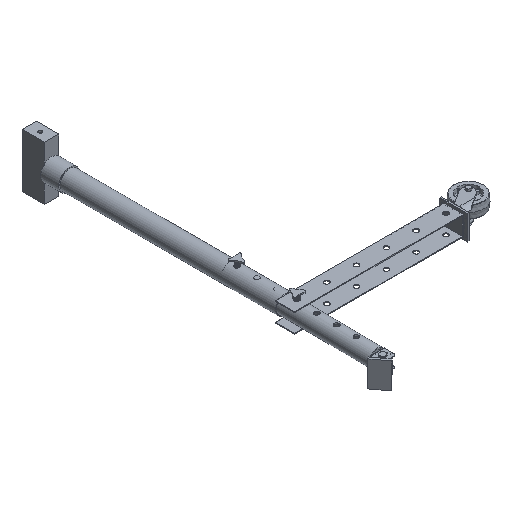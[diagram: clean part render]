
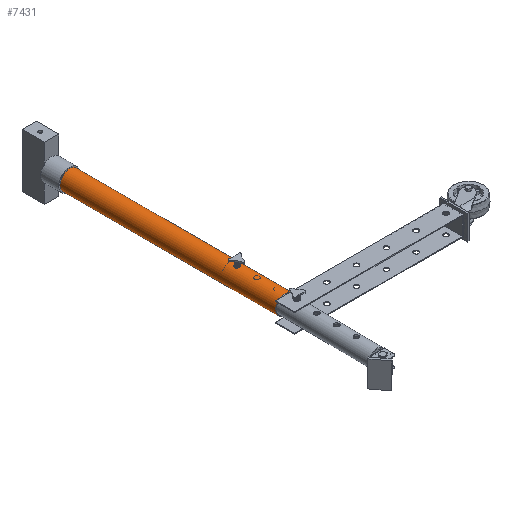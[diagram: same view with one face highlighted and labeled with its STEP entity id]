
A CAD part, isometric view. The second image highlights one B-rep face of the part: STEP entity #7431.
In plain terms, the highlighted cylindrical face has radius 40 mm (diameter 80 mm), a full revolution.
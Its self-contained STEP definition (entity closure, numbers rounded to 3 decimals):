
#370=B_SPLINE_CURVE_WITH_KNOTS('',3,(#19081,#19082,#19083,#19084,#19085,
#19086,#19087,#19088,#19089,#19090,#19091,#19092,#19093,#19094,#19095,#19096,
#19097,#19098,#19099,#19100,#19101,#19102,#19103,#19104,#19105,#19106,#19107,
#19108,#19109,#19110,#19111,#19112,#19113,#19114),.UNSPECIFIED.,.T.,.F.,
(4,2,2,2,2,2,2,2,2,2,2,2,2,2,2,2,4),(0.,0.378,0.757,
1.135,1.514,1.892,2.27,2.649,
3.027,3.406,3.784,4.163,4.541,
4.919,5.298,5.676,6.055),
 .UNSPECIFIED.);
#605=FACE_BOUND('',#1694,.T.);
#1203=FACE_OUTER_BOUND('',#1693,.T.);
#1693=EDGE_LOOP('',(#6579,#6580,#6581,#6582));
#1694=EDGE_LOOP('',(#6583));
#2140=LINE('',#19158,#2581);
#2581=VECTOR('',#9997,45.);
#2936=CIRCLE('',#8256,40.);
#2937=CIRCLE('',#8257,40.);
#3571=VERTEX_POINT('',#19080);
#3574=VERTEX_POINT('',#19155);
#3575=VERTEX_POINT('',#19157);
#4598=EDGE_CURVE('',#3571,#3571,#370,.F.);
#4602=EDGE_CURVE('',#3574,#3574,#2936,.T.);
#4603=EDGE_CURVE('',#3574,#3575,#2140,.T.);
#4604=EDGE_CURVE('',#3575,#3575,#2937,.F.);
#6579=ORIENTED_EDGE('',*,*,#4602,.T.);
#6580=ORIENTED_EDGE('',*,*,#4603,.T.);
#6581=ORIENTED_EDGE('',*,*,#4604,.T.);
#6582=ORIENTED_EDGE('',*,*,#4603,.F.);
#6583=ORIENTED_EDGE('',*,*,#4598,.T.);
#7052=CYLINDRICAL_SURFACE('',#8255,40.);
#7431=ADVANCED_FACE('',(#1203,#605),#7052,.T.);
#8255=AXIS2_PLACEMENT_3D('',#19154,#9993,#9994);
#8256=AXIS2_PLACEMENT_3D('',#19156,#9995,#9996);
#8257=AXIS2_PLACEMENT_3D('',#19159,#9998,#9999);
#9993=DIRECTION('center_axis',(0.,1.,0.));
#9994=DIRECTION('ref_axis',(0.,0.,1.));
#9995=DIRECTION('center_axis',(0.,-1.,0.));
#9996=DIRECTION('ref_axis',(0.,0.,1.));
#9997=DIRECTION('',(0.,-1.,0.));
#9998=DIRECTION('center_axis',(0.,-1.,0.));
#9999=DIRECTION('ref_axis',(0.,0.,1.));
#19080=CARTESIAN_POINT('',(40.,-860.,0.));
#19081=CARTESIAN_POINT('Ctrl Pts',(38.73,-850.,10.));
#19082=CARTESIAN_POINT('Ctrl Pts',(38.73,-851.261,10.));
#19083=CARTESIAN_POINT('Ctrl Pts',(38.798,-852.603,9.747));
#19084=CARTESIAN_POINT('Ctrl Pts',(39.04,-855.065,8.725));
#19085=CARTESIAN_POINT('Ctrl Pts',(39.211,-856.186,7.956));
#19086=CARTESIAN_POINT('Ctrl Pts',(39.529,-857.956,6.186));
#19087=CARTESIAN_POINT('Ctrl Pts',(39.697,-858.725,5.065));
#19088=CARTESIAN_POINT('Ctrl Pts',(39.934,-859.747,2.603));
#19089=CARTESIAN_POINT('Ctrl Pts',(40.,-860.,1.261));
#19090=CARTESIAN_POINT('Ctrl Pts',(40.,-860.,-1.261));
#19091=CARTESIAN_POINT('Ctrl Pts',(39.934,-859.747,-2.603));
#19092=CARTESIAN_POINT('Ctrl Pts',(39.697,-858.725,-5.065));
#19093=CARTESIAN_POINT('Ctrl Pts',(39.529,-857.956,-6.186));
#19094=CARTESIAN_POINT('Ctrl Pts',(39.211,-856.186,-7.956));
#19095=CARTESIAN_POINT('Ctrl Pts',(39.04,-855.065,-8.725));
#19096=CARTESIAN_POINT('Ctrl Pts',(38.798,-852.603,-9.747));
#19097=CARTESIAN_POINT('Ctrl Pts',(38.73,-851.261,-10.));
#19098=CARTESIAN_POINT('Ctrl Pts',(38.73,-848.739,-10.));
#19099=CARTESIAN_POINT('Ctrl Pts',(38.798,-847.397,-9.747));
#19100=CARTESIAN_POINT('Ctrl Pts',(39.04,-844.935,-8.725));
#19101=CARTESIAN_POINT('Ctrl Pts',(39.211,-843.814,-7.956));
#19102=CARTESIAN_POINT('Ctrl Pts',(39.529,-842.044,-6.186));
#19103=CARTESIAN_POINT('Ctrl Pts',(39.697,-841.275,-5.065));
#19104=CARTESIAN_POINT('Ctrl Pts',(39.934,-840.253,-2.603));
#19105=CARTESIAN_POINT('Ctrl Pts',(40.,-840.,-1.261));
#19106=CARTESIAN_POINT('Ctrl Pts',(40.,-840.,1.261));
#19107=CARTESIAN_POINT('Ctrl Pts',(39.934,-840.253,2.603));
#19108=CARTESIAN_POINT('Ctrl Pts',(39.697,-841.275,5.065));
#19109=CARTESIAN_POINT('Ctrl Pts',(39.529,-842.044,6.186));
#19110=CARTESIAN_POINT('Ctrl Pts',(39.211,-843.814,7.956));
#19111=CARTESIAN_POINT('Ctrl Pts',(39.04,-844.935,8.725));
#19112=CARTESIAN_POINT('Ctrl Pts',(38.798,-847.397,9.747));
#19113=CARTESIAN_POINT('Ctrl Pts',(38.73,-848.739,10.));
#19114=CARTESIAN_POINT('Ctrl Pts',(38.73,-850.,10.));
#19154=CARTESIAN_POINT('Origin',(0.,0.,0.));
#19155=CARTESIAN_POINT('',(0.,-150.,-40.));
#19156=CARTESIAN_POINT('Origin',(0.,-150.,0.));
#19157=CARTESIAN_POINT('',(0.,-1050.,-40.));
#19158=CARTESIAN_POINT('',(0.,0.,-40.));
#19159=CARTESIAN_POINT('Origin',(0.,-1050.,0.));
